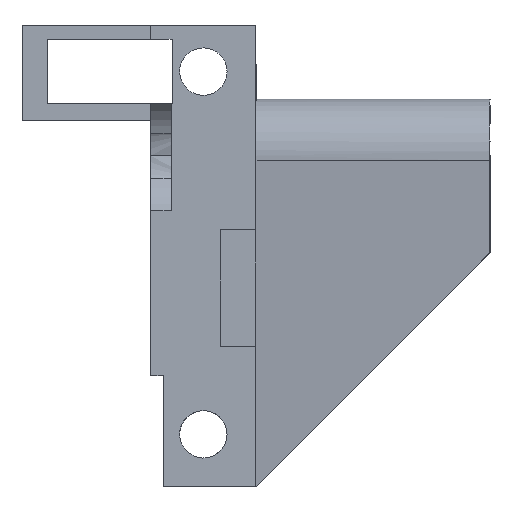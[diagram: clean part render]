
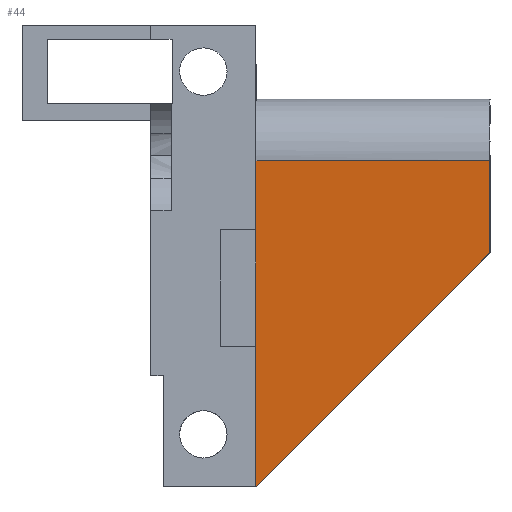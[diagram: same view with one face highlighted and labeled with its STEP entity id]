
A CAD part, left-side view. The second image highlights one B-rep face of the part: STEP entity #44.
In plain terms, the highlighted free-form (B-spline) face has degree [2, 1] with [3, 2] control points.
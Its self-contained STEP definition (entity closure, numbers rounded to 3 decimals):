
#44=ADVANCED_FACE('',(#178),#2351,.T.);
#178=FACE_OUTER_BOUND('',#312,.T.);
#312=EDGE_LOOP('',(#481,#482,#483,#484,#485,#486));
#481=ORIENTED_EDGE('',*,*,#1237,.T.);
#482=ORIENTED_EDGE('',*,*,#1230,.T.);
#483=ORIENTED_EDGE('',*,*,#1563,.F.);
#484=ORIENTED_EDGE('',*,*,#1556,.T.);
#485=ORIENTED_EDGE('',*,*,#1233,.F.);
#486=ORIENTED_EDGE('',*,*,#1235,.F.);
#1230=EDGE_CURVE('',#1985,#1988,#1904,.T.);
#1233=EDGE_CURVE('',#1990,#2209,#1907,.T.);
#1235=EDGE_CURVE('',#1992,#1990,#1607,.T.);
#1237=EDGE_CURVE('',#1992,#1985,#1908,.T.);
#1556=EDGE_CURVE('',#2208,#2209,#1945,.T.);
#1563=EDGE_CURVE('',#2208,#1988,#1946,.T.);
#1607=B_SPLINE_CURVE_WITH_KNOTS('',3,(#3459,#3460,#3461,#3462),
 .UNSPECIFIED.,.F.,.F.,(4,4),(0.,56.671),.UNSPECIFIED.);
#1904=(
BOUNDED_CURVE()
B_SPLINE_CURVE(1,(#3444,#3445),.UNSPECIFIED.,.F.,.F.)
B_SPLINE_CURVE_WITH_KNOTS((2,2),(0.,40.),.UNSPECIFIED.)
CURVE()
GEOMETRIC_REPRESENTATION_ITEM()
RATIONAL_B_SPLINE_CURVE((1.,1.))
REPRESENTATION_ITEM('')
);
#1907=(
BOUNDED_CURVE()
B_SPLINE_CURVE(2,(#3452,#3453,#3454),.UNSPECIFIED.,.F.,.F.)
B_SPLINE_CURVE_WITH_KNOTS((3,3),(20.442,53.125),
 .UNSPECIFIED.)
CURVE()
GEOMETRIC_REPRESENTATION_ITEM()
RATIONAL_B_SPLINE_CURVE((1.,1.,1.))
REPRESENTATION_ITEM('')
);
#1908=(
BOUNDED_CURVE()
B_SPLINE_CURVE(2,(#3465,#3466,#3467),.UNSPECIFIED.,.F.,.F.)
B_SPLINE_CURVE_WITH_KNOTS((3,3),(60.586,76.424),
 .UNSPECIFIED.)
CURVE()
GEOMETRIC_REPRESENTATION_ITEM()
RATIONAL_B_SPLINE_CURVE((1.,1.,1.))
REPRESENTATION_ITEM('')
);
#1945=(
BOUNDED_CURVE()
B_SPLINE_CURVE(2,(#4330,#4331,#4332),.UNSPECIFIED.,.F.,.F.)
B_SPLINE_CURVE_WITH_KNOTS((3,3),(-64.601,-53.125),
 .UNSPECIFIED.)
CURVE()
GEOMETRIC_REPRESENTATION_ITEM()
RATIONAL_B_SPLINE_CURVE((1.,1.,1.))
REPRESENTATION_ITEM('')
);
#1946=(
BOUNDED_CURVE()
B_SPLINE_CURVE(2,(#4345,#4346,#4347),.UNSPECIFIED.,.F.,.F.)
B_SPLINE_CURVE_WITH_KNOTS((3,3),(64.601,76.424),
 .UNSPECIFIED.)
CURVE()
GEOMETRIC_REPRESENTATION_ITEM()
RATIONAL_B_SPLINE_CURVE((1.,1.,1.))
REPRESENTATION_ITEM('')
);
#1985=VERTEX_POINT('',#3169);
#1988=VERTEX_POINT('',#3172);
#1990=VERTEX_POINT('',#3174);
#1992=VERTEX_POINT('',#3176);
#2208=VERTEX_POINT('',#3392);
#2209=VERTEX_POINT('',#3393);
#2351=(
BOUNDED_SURFACE()
B_SPLINE_SURFACE(2,1,((#2626,#2627),(#2628,#2629),(#2630,#2631)),
 .UNSPECIFIED.,.F.,.F.,.F.)
B_SPLINE_SURFACE_WITH_KNOTS((3,3),(2,2),(20.442,76.424),
(0.,40.),.UNSPECIFIED.)
GEOMETRIC_REPRESENTATION_ITEM()
RATIONAL_B_SPLINE_SURFACE(((1.,1.),(1.,1.),(1.,1.)))
REPRESENTATION_ITEM('')
SURFACE()
);
#2626=CARTESIAN_POINT('',(7088.292,-4712.682,197.533));
#2627=CARTESIAN_POINT('',(7088.292,-4672.682,197.533));
#2628=CARTESIAN_POINT('',(7085.921,-4712.682,225.424));
#2629=CARTESIAN_POINT('',(7085.921,-4672.682,225.424));
#2630=CARTESIAN_POINT('',(7083.551,-4712.682,253.314));
#2631=CARTESIAN_POINT('',(7083.551,-4672.682,253.314));
#3169=CARTESIAN_POINT('',(7083.551,-4712.682,253.314));
#3172=CARTESIAN_POINT('',(7083.551,-4672.682,253.314));
#3174=CARTESIAN_POINT('',(7088.292,-4672.682,197.533));
#3176=CARTESIAN_POINT('',(7084.892,-4712.682,237.533));
#3392=CARTESIAN_POINT('',(7084.552,-4672.682,241.534));
#3393=CARTESIAN_POINT('',(7085.524,-4672.682,230.099));
#3444=CARTESIAN_POINT('',(7083.551,-4712.682,253.314));
#3445=CARTESIAN_POINT('',(7083.551,-4672.682,253.314));
#3452=CARTESIAN_POINT('',(7088.292,-4672.682,197.533));
#3453=CARTESIAN_POINT('',(7086.908,-4672.682,213.816));
#3454=CARTESIAN_POINT('',(7085.524,-4672.682,230.099));
#3459=CARTESIAN_POINT('',(7084.892,-4712.682,237.533));
#3460=CARTESIAN_POINT('',(7086.025,-4699.348,224.2));
#3461=CARTESIAN_POINT('',(7087.158,-4686.015,210.867));
#3462=CARTESIAN_POINT('',(7088.292,-4672.682,197.533));
#3465=CARTESIAN_POINT('',(7084.892,-4712.682,237.533));
#3466=CARTESIAN_POINT('',(7084.221,-4712.682,245.424));
#3467=CARTESIAN_POINT('',(7083.551,-4712.682,253.314));
#4330=CARTESIAN_POINT('',(7084.552,-4672.682,241.534));
#4331=CARTESIAN_POINT('',(7085.038,-4672.682,235.816));
#4332=CARTESIAN_POINT('',(7085.524,-4672.682,230.099));
#4345=CARTESIAN_POINT('',(7084.552,-4672.682,241.534));
#4346=CARTESIAN_POINT('',(7084.051,-4672.682,247.424));
#4347=CARTESIAN_POINT('',(7083.551,-4672.682,253.314));
